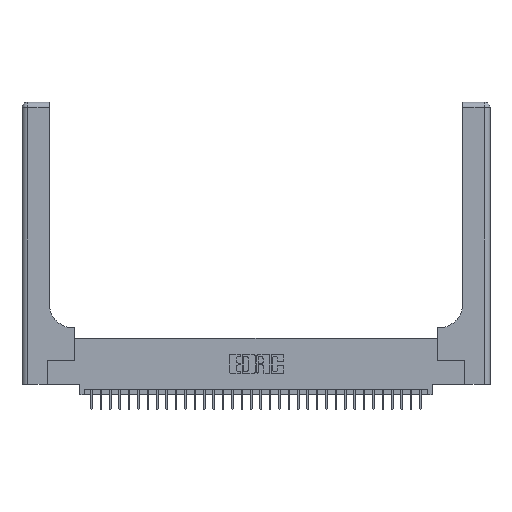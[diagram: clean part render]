
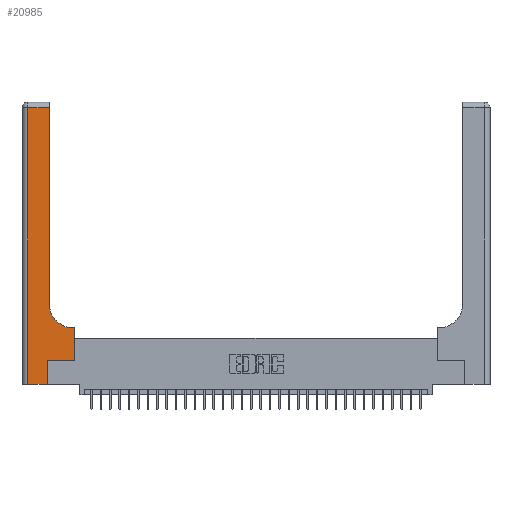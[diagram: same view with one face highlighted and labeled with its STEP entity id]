
A CAD part, top view. The second image highlights one B-rep face of the part: STEP entity #20985.
In plain terms, the highlighted planar face has unit normal (0, 0, 1).
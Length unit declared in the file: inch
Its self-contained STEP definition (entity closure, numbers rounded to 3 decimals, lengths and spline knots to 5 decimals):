
#243 = LINE ( 'NONE', #32578, #32325 ) ;
#452 = DIRECTION ( 'NONE',  ( -1., 0., 0. ) ) ;
#703 = DIRECTION ( 'NONE',  ( 1., 0., 0. ) ) ;
#826 = CARTESIAN_POINT ( 'NONE',  ( 0., 0., 0.37 ) ) ;
#1768 = DIRECTION ( 'NONE',  ( 1., 0., 0. ) ) ;
#2327 = DIRECTION ( 'NONE',  ( -1., 0., 0. ) ) ;
#2458 = VECTOR ( 'NONE', #23670, 39.37008 ) ;
#2614 = ORIENTED_EDGE ( 'NONE', *, *, #24453, .T. ) ;
#2847 = ORIENTED_EDGE ( 'NONE', *, *, #20581, .T. ) ;
#3760 = DIRECTION ( 'NONE',  ( -1., 0., 0. ) ) ;
#4152 = VERTEX_POINT ( 'NONE', #14890 ) ;
#4846 = CARTESIAN_POINT ( 'NONE',  ( 0.5415, 0.6, 0.37 ) ) ;
#4953 = AXIS2_PLACEMENT_3D ( 'NONE', #10278, #23523, #2327 ) ;
#5353 = CARTESIAN_POINT ( 'NONE',  ( 0.5585, 0.25, 0.37 ) ) ;
#5529 = EDGE_LOOP ( 'NONE', ( #2614, #9791, #18240, #33529, #14882, #30787, #2847, #16277, #5670 ) ) ;
#5670 = ORIENTED_EDGE ( 'NONE', *, *, #32527, .T. ) ;
#5829 = CARTESIAN_POINT ( 'NONE',  ( 0.2915, 0.85, 0.37 ) ) ;
#5839 = EDGE_CURVE ( 'NONE', #21417, #18083, #11198, .T. ) ;
#6068 = CARTESIAN_POINT ( 'NONE',  ( 0.2915, 0.6, 0.37 ) ) ;
#7502 = CARTESIAN_POINT ( 'NONE',  ( 0.06, 3., 0.37 ) ) ;
#7770 = VERTEX_POINT ( 'NONE', #5353 ) ;
#8895 = CARTESIAN_POINT ( 'NONE',  ( 0.06, 2.94, 0.37 ) ) ;
#9138 = CARTESIAN_POINT ( 'NONE',  ( 0.2915, 2.94, 0.37 ) ) ;
#9185 = VERTEX_POINT ( 'NONE', #31632 ) ;
#9356 = CARTESIAN_POINT ( 'NONE',  ( 0.5415, 0.85, 0.37 ) ) ;
#9724 = DIRECTION ( 'NONE',  ( 0., 0., -1. ) ) ;
#9791 = ORIENTED_EDGE ( 'NONE', *, *, #14308, .T. ) ;
#10278 = CARTESIAN_POINT ( 'NONE',  ( 0., 3., 0.37 ) ) ;
#10389 = PLANE ( 'NONE',  #4953 ) ;
#11198 = LINE ( 'NONE', #7502, #2458 ) ;
#11266 = DIRECTION ( 'NONE',  ( 0., 1., 0. ) ) ;
#11812 = DIRECTION ( 'NONE',  ( 0., 1., 0. ) ) ;
#11894 = FACE_OUTER_BOUND ( 'NONE', #5529, .T. ) ;
#12814 = VECTOR ( 'NONE', #18875, 39.37008 ) ;
#12933 = VECTOR ( 'NONE', #452, 39.37008 ) ;
#13223 = CARTESIAN_POINT ( 'NONE',  ( 0.5585, 0.25, 0.37 ) ) ;
#13625 = VERTEX_POINT ( 'NONE', #9138 ) ;
#14308 = EDGE_CURVE ( 'NONE', #13625, #21417, #19965, .T. ) ;
#14882 = ORIENTED_EDGE ( 'NONE', *, *, #22852, .T. ) ;
#14890 = CARTESIAN_POINT ( 'NONE',  ( 0.5585, 0.6, 0.37 ) ) ;
#15340 = LINE ( 'NONE', #13223, #12814 ) ;
#16277 = ORIENTED_EDGE ( 'NONE', *, *, #20149, .T. ) ;
#16423 = VECTOR ( 'NONE', #11266, 39.37008 ) ;
#16436 = CARTESIAN_POINT ( 'NONE',  ( 0.06, 0., 0.37 ) ) ;
#18083 = VERTEX_POINT ( 'NONE', #16436 ) ;
#18240 = ORIENTED_EDGE ( 'NONE', *, *, #5839, .T. ) ;
#18458 = VECTOR ( 'NONE', #703, 39.37008 ) ;
#18875 = DIRECTION ( 'NONE',  ( 0., 1., 0. ) ) ;
#19965 = LINE ( 'NONE', #23789, #12933 ) ;
#20149 = EDGE_CURVE ( 'NONE', #4152, #32000, #31132, .T. ) ;
#20581 = EDGE_CURVE ( 'NONE', #7770, #4152, #15340, .T. ) ;
#20985 = ADVANCED_FACE ( 'NONE', ( #11894 ), #10389, .F. ) ;
#21417 = VERTEX_POINT ( 'NONE', #8895 ) ;
#22280 = VERTEX_POINT ( 'NONE', #25130 ) ;
#22852 = EDGE_CURVE ( 'NONE', #22280, #9185, #29216, .T. ) ;
#23523 = DIRECTION ( 'NONE',  ( 0., 0., -1. ) ) ;
#23670 = DIRECTION ( 'NONE',  ( 0., -1., 0. ) ) ;
#23789 = CARTESIAN_POINT ( 'NONE',  ( 0., 2.94, 0.37 ) ) ;
#24049 = VECTOR ( 'NONE', #11812, 39.37008 ) ;
#24453 = EDGE_CURVE ( 'NONE', #28953, #13625, #28622, .T. ) ;
#24690 = CARTESIAN_POINT ( 'NONE',  ( 0.2915, 3., 0.37 ) ) ;
#24766 = DIRECTION ( 'NONE',  ( 1., 0., 0. ) ) ;
#25090 = EDGE_CURVE ( 'NONE', #9185, #7770, #243, .T. ) ;
#25130 = CARTESIAN_POINT ( 'NONE',  ( 0.269, 0., 0.37 ) ) ;
#25293 = VECTOR ( 'NONE', #3760, 39.37008 ) ;
#28355 = CIRCLE ( 'NONE', #28961, 0.25 ) ;
#28622 = LINE ( 'NONE', #24690, #24049 ) ;
#28953 = VERTEX_POINT ( 'NONE', #5829 ) ;
#28961 = AXIS2_PLACEMENT_3D ( 'NONE', #9356, #9724, #1768 ) ;
#29216 = LINE ( 'NONE', #29936, #16423 ) ;
#29936 = CARTESIAN_POINT ( 'NONE',  ( 0.269, 0., 0.37 ) ) ;
#30787 = ORIENTED_EDGE ( 'NONE', *, *, #25090, .T. ) ;
#31132 = LINE ( 'NONE', #6068, #25293 ) ;
#31632 = CARTESIAN_POINT ( 'NONE',  ( 0.269, 0.25, 0.37 ) ) ;
#31829 = EDGE_CURVE ( 'NONE', #18083, #22280, #32540, .T. ) ;
#32000 = VERTEX_POINT ( 'NONE', #4846 ) ;
#32325 = VECTOR ( 'NONE', #24766, 39.37008 ) ;
#32527 = EDGE_CURVE ( 'NONE', #32000, #28953, #28355, .T. ) ;
#32540 = LINE ( 'NONE', #826, #18458 ) ;
#32578 = CARTESIAN_POINT ( 'NONE',  ( 0.269, 0.25, 0.37 ) ) ;
#33529 = ORIENTED_EDGE ( 'NONE', *, *, #31829, .T. ) ;
